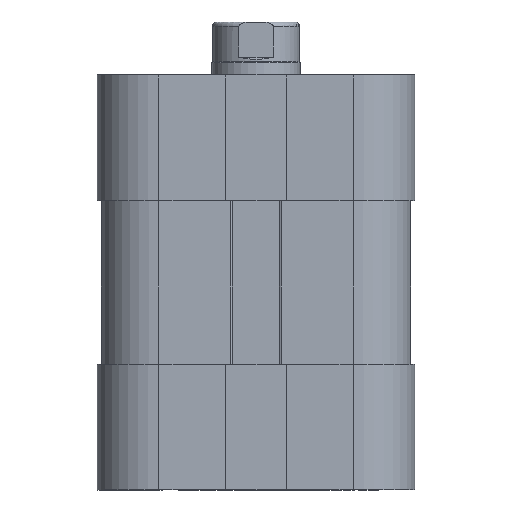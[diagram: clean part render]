
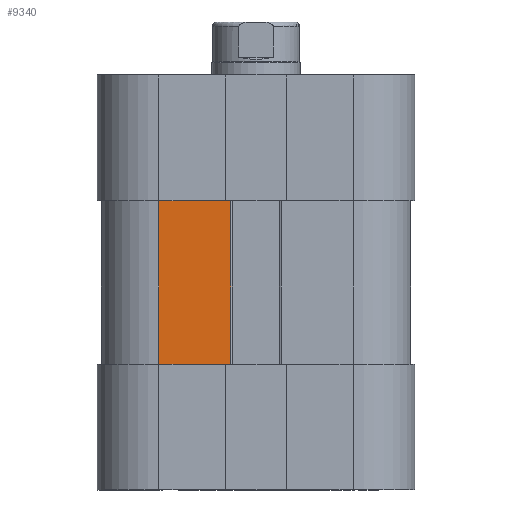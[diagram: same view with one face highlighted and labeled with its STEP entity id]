
A CAD part, front view. The second image highlights one B-rep face of the part: STEP entity #9340.
In plain terms, the highlighted planar face has unit normal (0, -1, 0).
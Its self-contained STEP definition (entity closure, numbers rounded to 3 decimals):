
#950=FACE_OUTER_BOUND('',#1757,.T.);
#1757=EDGE_LOOP('',(#7604,#7605,#7606,#7607));
#2846=LINE('',#14974,#3566);
#2885=LINE('',#15158,#3605);
#3018=LINE('',#15552,#3738);
#3019=LINE('',#15554,#3739);
#3566=VECTOR('',#11916,8.15);
#3605=VECTOR('',#12063,8.15);
#3738=VECTOR('',#12486,18.5);
#3739=VECTOR('',#12489,18.5);
#4451=VERTEX_POINT('',#14971);
#4452=VERTEX_POINT('',#14973);
#4542=VERTEX_POINT('',#15155);
#4543=VERTEX_POINT('',#15157);
#5416=EDGE_CURVE('',#4452,#4451,#2846,.T.);
#5507=EDGE_CURVE('',#4543,#4542,#2885,.T.);
#5705=EDGE_CURVE('',#4452,#4542,#3018,.T.);
#5706=EDGE_CURVE('',#4451,#4543,#3019,.T.);
#7604=ORIENTED_EDGE('',*,*,#5416,.T.);
#7605=ORIENTED_EDGE('',*,*,#5706,.T.);
#7606=ORIENTED_EDGE('',*,*,#5507,.T.);
#7607=ORIENTED_EDGE('',*,*,#5705,.F.);
#8813=PLANE('',#10330);
#9340=ADVANCED_FACE('',(#950),#8813,.T.);
#10330=AXIS2_PLACEMENT_3D('',#15553,#12487,#12488);
#11916=DIRECTION('',(-1.,0.,0.));
#12063=DIRECTION('',(1.,0.,0.));
#12486=DIRECTION('',(0.,0.,-1.));
#12487=DIRECTION('center_axis',(0.,-1.,0.));
#12488=DIRECTION('ref_axis',(0.,0.,-1.));
#12489=DIRECTION('',(0.,0.,-1.));
#14971=CARTESIAN_POINT('',(-11.,-17.5,18.6));
#14973=CARTESIAN_POINT('',(-2.85,-17.5,18.6));
#14974=CARTESIAN_POINT('',(-2.85,-17.5,18.6));
#15155=CARTESIAN_POINT('',(-2.85,-17.5,0.1));
#15157=CARTESIAN_POINT('',(-11.,-17.5,0.1));
#15158=CARTESIAN_POINT('',(-2.85,-17.5,0.1));
#15552=CARTESIAN_POINT('',(-2.85,-17.5,9.35));
#15553=CARTESIAN_POINT('Origin',(-2.85,-17.5,9.35));
#15554=CARTESIAN_POINT('',(-11.,-17.5,9.35));
